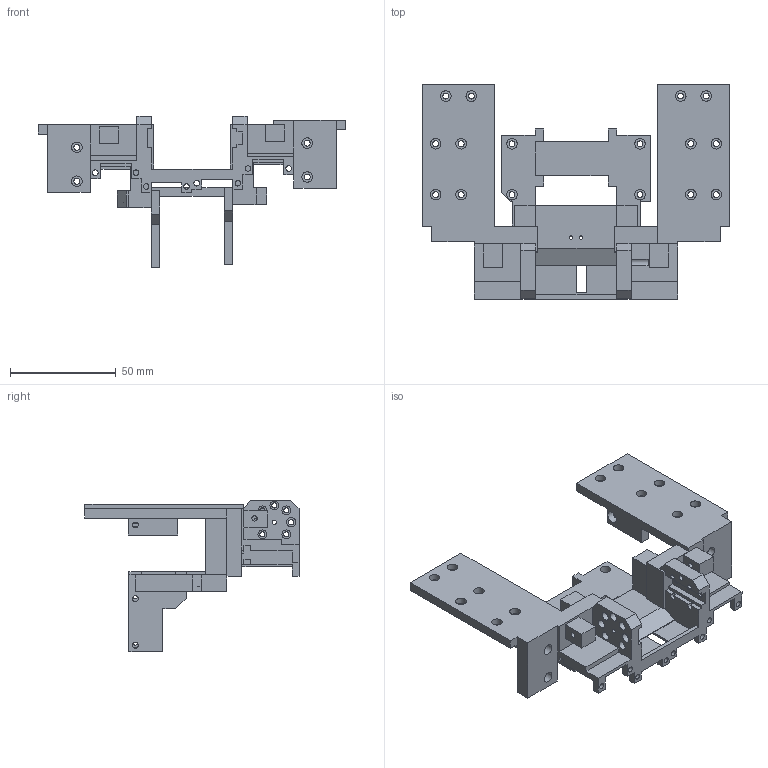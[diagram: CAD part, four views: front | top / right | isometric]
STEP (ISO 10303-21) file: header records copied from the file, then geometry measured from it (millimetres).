
FILE_DESCRIPTION(/* description */ (''),/* implementation_level */ '2;1');
FILE_NAME(/* name */ 'four_fingers_lower_palm_metal.stp',/* time_stamp */ '2025-01-01T15:34:57-05:00',/* author */ ('Kenny'),/* organization */ (''),/* preprocessor_version */ 'ST-DEVELOPER v20',/* originating_system */ 'Autodesk Inventor 2025',/* authorisation */ '');
FILE_SCHEMA (('AUTOMOTIVE_DESIGN { 1 0 10303 214 3 1 1 }'));
Length unit declared in the file: millimetre
Products named in the file (1): palm_bottom_4fingers_metal_MIR
Bounding box: 145 x 101 x 71.65 mm (x, y, z)
Volume: 83150.6 mm3; surface area: 44066.2 mm2
Topology: 1 solids, 1 shells, 356 faces, 1014 edges, 733 vertices
Faces by surface type: plane 258, cylinder 98
Full cylindrical faces by diameter (mm): 1.6 x8, 2 x2, 2.5 x16, 2.6 x8, 2.8 x26, 4.1 x11, 4.41 x1, 5 x20, 5.5 x6
Entity records: 11664 total; most frequent: CARTESIAN_POINT 2045, DIRECTION 1929, ORIENTED_EDGE 1910, EDGE_CURVE 955, LINE 741, VECTOR 741, VERTEX_POINT 632, AXIS2_PLACEMENT_3D 594
